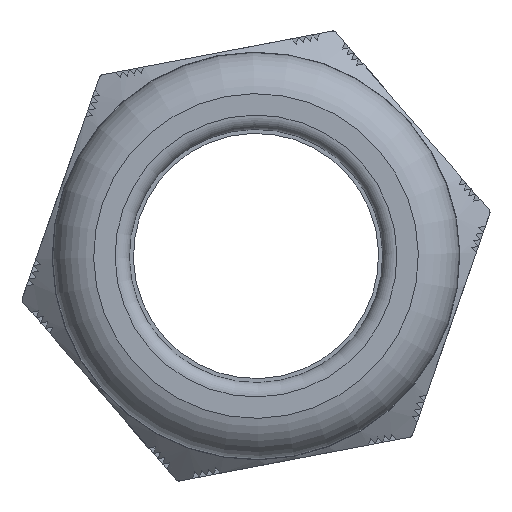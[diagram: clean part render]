
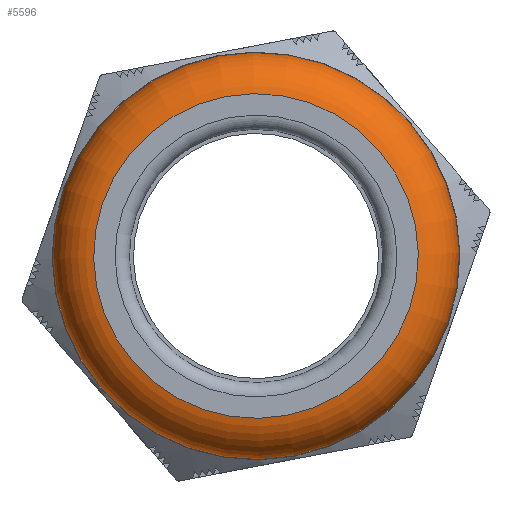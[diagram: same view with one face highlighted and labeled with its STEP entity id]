
A CAD part, left-side view. The second image highlights one B-rep face of the part: STEP entity #5596.
In plain terms, the highlighted toroidal (fillet/blend) face has major radius 10.783 mm and minor radius 3.482 mm.
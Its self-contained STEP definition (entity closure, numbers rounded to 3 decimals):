
#1445=FACE_BOUND('',#1940,.T.);
#1627=FACE_OUTER_BOUND('',#1939,.T.);
#1939=EDGE_LOOP('',(#4575));
#1940=EDGE_LOOP('',(#4576));
#2136=CIRCLE('',#5773,11.385);
#2167=CIRCLE('',#5946,14.265);
#2325=VERTEX_POINT('',#7725);
#2604=VERTEX_POINT('',#10610);
#2898=EDGE_CURVE('',#2325,#2325,#2136,.T.);
#3314=EDGE_CURVE('',#2604,#2604,#2167,.T.);
#4575=ORIENTED_EDGE('',*,*,#3314,.F.);
#4576=ORIENTED_EDGE('',*,*,#2898,.T.);
#5428=TOROIDAL_SURFACE('',#5945,10.782,3.483);
#5596=ADVANCED_FACE('',(#1627,#1445),#5428,.T.);
#5773=AXIS2_PLACEMENT_3D('',#7726,#6276,#6277);
#5945=AXIS2_PLACEMENT_3D('',#10609,#6869,#6870);
#5946=AXIS2_PLACEMENT_3D('',#10611,#6871,#6872);
#6276=DIRECTION('center_axis',(1.,0.,0.));
#6277=DIRECTION('ref_axis',(0.,0.,-1.));
#6869=DIRECTION('center_axis',(1.,0.,0.));
#6870=DIRECTION('ref_axis',(0.,0.,-1.));
#6871=DIRECTION('center_axis',(1.,0.,0.));
#6872=DIRECTION('ref_axis',(0.,0.,-1.));
#7725=CARTESIAN_POINT('',(-21.24,11.385,0.));
#7726=CARTESIAN_POINT('Origin',(-21.24,0.,0.));
#10609=CARTESIAN_POINT('Origin',(-17.81,0.,0.));
#10610=CARTESIAN_POINT('',(-17.81,14.265,0.));
#10611=CARTESIAN_POINT('Origin',(-17.81,0.,0.));
